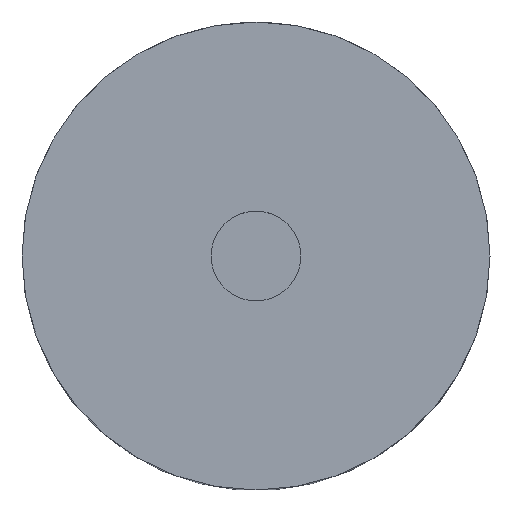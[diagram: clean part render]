
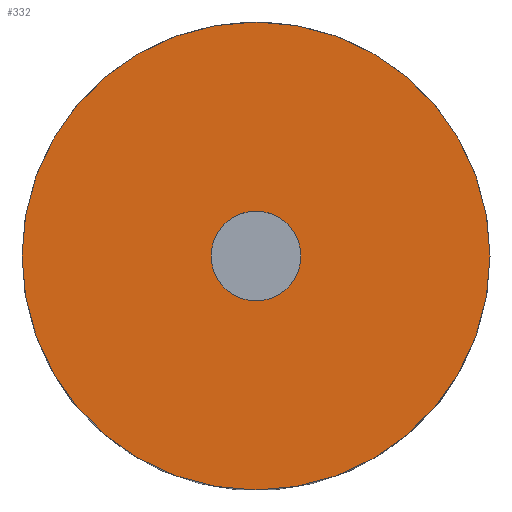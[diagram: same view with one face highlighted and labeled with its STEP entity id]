
A CAD part, top view. The second image highlights one B-rep face of the part: STEP entity #332.
In plain terms, the highlighted planar face has unit normal (0, 0, 1).
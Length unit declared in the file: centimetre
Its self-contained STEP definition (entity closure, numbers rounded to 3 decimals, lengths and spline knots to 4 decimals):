
#139=PLANE('',#357);
#161=VERTEX_POINT('',#470);
#162=VERTEX_POINT('',#474);
#173=CIRCLE('',#353,0.115);
#174=CIRCLE('',#356,0.6);
#204=EDGE_CURVE('',#161,#161,#173,.T.);
#205=EDGE_CURVE('',#162,#162,#174,.T.);
#266=ORIENTED_EDGE('',*,*,#204,.T.);
#267=ORIENTED_EDGE('',*,*,#205,.F.);
#290=EDGE_LOOP('',(#266));
#291=EDGE_LOOP('',(#267));
#314=FACE_BOUND('',#290,.T.);
#315=FACE_BOUND('',#291,.T.);
#332=ADVANCED_FACE('',(#314,#315),#139,.T.);
#353=AXIS2_PLACEMENT_3D('',#469,#406,#407);
#356=AXIS2_PLACEMENT_3D('',#473,#411,#412);
#357=AXIS2_PLACEMENT_3D('',#475,#413,$);
#406=DIRECTION('',(0.,0.,-1.));
#407=DIRECTION('',(0.115,0.,0.));
#411=DIRECTION('',(0.,0.,-1.));
#412=DIRECTION('',(0.6,0.,0.));
#413=DIRECTION('',(0.,0.,1.));
#469=CARTESIAN_POINT('',(0.,0.,0.75));
#470=CARTESIAN_POINT('',(0.115,0.,0.75));
#473=CARTESIAN_POINT('',(0.,0.,0.75));
#474=CARTESIAN_POINT('',(0.6,0.,0.75));
#475=CARTESIAN_POINT('',(0.,0.,0.75));
